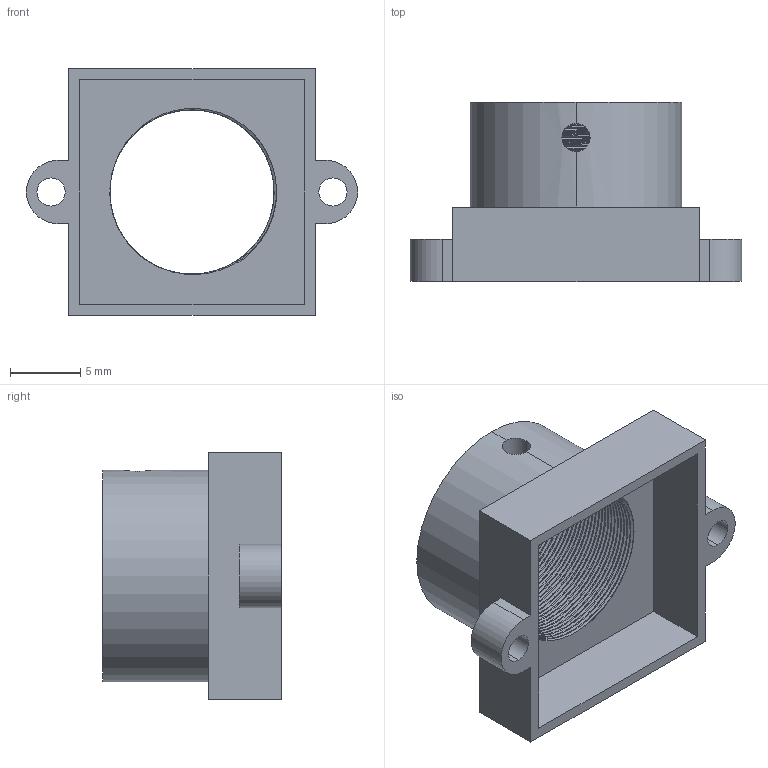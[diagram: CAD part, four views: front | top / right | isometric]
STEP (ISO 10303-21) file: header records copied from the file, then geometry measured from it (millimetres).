
FILE_DESCRIPTION (( 'STEP AP214' ), '1' );
FILE_NAME ('20孔距（金属镜头座）.STEP', '2020-07-30T01:59:58', ( 'arducam007' ), ( '' ), 'SwSTEP 2.0', 'SolidWorks 2018', '' );
FILE_SCHEMA (( 'AUTOMOTIVE_DESIGN' ));
Length unit declared in the file: millimetre
Products named in the file (1): 20謂擒ㄗ踢扽噩芛釱ㄘ
Bounding box: 23.5 x 12.7 x 17.5 mm (x, y, z)
Volume: 940.3 mm3; surface area: 1981.2 mm2
Topology: 1 solids, 1 shells, 98 faces, 287 edges, 191 vertices
Faces by surface type: cylinder 58, bspline 22, plane 18
Entity records: 17882 total; most frequent: CARTESIAN_POINT 15751, ORIENTED_EDGE 574, DIRECTION 288, EDGE_CURVE 287, VERTEX_POINT 191, EDGE_LOOP 106, FACE_OUTER_BOUND 98, ADVANCED_FACE 98
